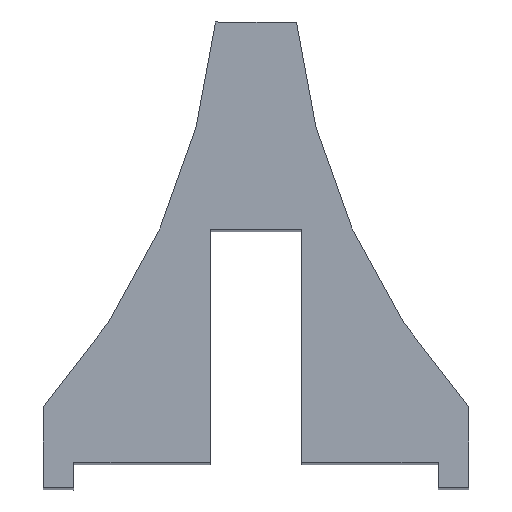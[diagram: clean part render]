
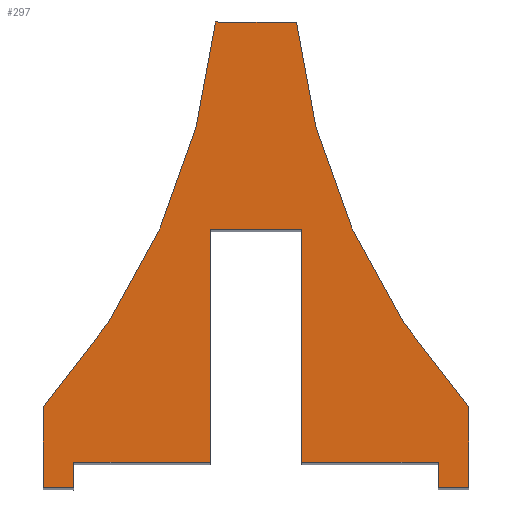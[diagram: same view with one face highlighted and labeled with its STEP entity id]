
A CAD part, top view. The second image highlights one B-rep face of the part: STEP entity #297.
In plain terms, the highlighted planar face has unit normal (0, 0, 1).
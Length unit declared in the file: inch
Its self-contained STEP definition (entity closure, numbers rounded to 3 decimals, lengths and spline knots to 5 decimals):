
#17=FACE_OUTER_BOUND('',#33,.T.);
#33=EDGE_LOOP('',(#199,#200,#201,#202,#203,#204,#205,#206,#207,#208,#209,
#210,#211,#212));
#49=CIRCLE('',#328,8.375);
#50=CIRCLE('',#329,8.375);
#53=LINE('',#431,#91);
#54=LINE('',#433,#92);
#55=LINE('',#435,#93);
#56=LINE('',#437,#94);
#57=LINE('',#439,#95);
#58=LINE('',#441,#96);
#59=LINE('',#443,#97);
#60=LINE('',#445,#98);
#61=LINE('',#447,#99);
#62=LINE('',#449,#100);
#63=LINE('',#451,#101);
#64=LINE('',#455,#102);
#91=VECTOR('',#351,0.3937);
#92=VECTOR('',#352,0.3937);
#93=VECTOR('',#353,0.3937);
#94=VECTOR('',#354,0.3937);
#95=VECTOR('',#355,0.3937);
#96=VECTOR('',#356,0.3937);
#97=VECTOR('',#357,0.3937);
#98=VECTOR('',#358,0.3937);
#99=VECTOR('',#359,0.3937);
#100=VECTOR('',#360,0.3937);
#101=VECTOR('',#361,0.3937);
#102=VECTOR('',#364,0.3937);
#129=VERTEX_POINT('',#429);
#130=VERTEX_POINT('',#430);
#131=VERTEX_POINT('',#432);
#132=VERTEX_POINT('',#434);
#133=VERTEX_POINT('',#436);
#134=VERTEX_POINT('',#438);
#135=VERTEX_POINT('',#440);
#136=VERTEX_POINT('',#442);
#137=VERTEX_POINT('',#444);
#138=VERTEX_POINT('',#446);
#139=VERTEX_POINT('',#448);
#140=VERTEX_POINT('',#450);
#141=VERTEX_POINT('',#452);
#142=VERTEX_POINT('',#454);
#157=EDGE_CURVE('',#129,#130,#53,.T.);
#158=EDGE_CURVE('',#131,#129,#54,.T.);
#159=EDGE_CURVE('',#132,#131,#55,.T.);
#160=EDGE_CURVE('',#133,#132,#56,.T.);
#161=EDGE_CURVE('',#134,#133,#57,.T.);
#162=EDGE_CURVE('',#135,#134,#58,.T.);
#163=EDGE_CURVE('',#136,#135,#59,.T.);
#164=EDGE_CURVE('',#137,#136,#60,.T.);
#165=EDGE_CURVE('',#138,#137,#61,.T.);
#166=EDGE_CURVE('',#139,#138,#62,.T.);
#167=EDGE_CURVE('',#140,#139,#63,.T.);
#168=EDGE_CURVE('',#141,#140,#49,.T.);
#169=EDGE_CURVE('',#142,#141,#64,.T.);
#170=EDGE_CURVE('',#130,#142,#50,.T.);
#199=ORIENTED_EDGE('',*,*,#157,.F.);
#200=ORIENTED_EDGE('',*,*,#158,.F.);
#201=ORIENTED_EDGE('',*,*,#159,.F.);
#202=ORIENTED_EDGE('',*,*,#160,.F.);
#203=ORIENTED_EDGE('',*,*,#161,.F.);
#204=ORIENTED_EDGE('',*,*,#162,.F.);
#205=ORIENTED_EDGE('',*,*,#163,.F.);
#206=ORIENTED_EDGE('',*,*,#164,.F.);
#207=ORIENTED_EDGE('',*,*,#165,.F.);
#208=ORIENTED_EDGE('',*,*,#166,.F.);
#209=ORIENTED_EDGE('',*,*,#167,.F.);
#210=ORIENTED_EDGE('',*,*,#168,.F.);
#211=ORIENTED_EDGE('',*,*,#169,.F.);
#212=ORIENTED_EDGE('',*,*,#170,.F.);
#283=PLANE('',#327);
#297=ADVANCED_FACE('',(#17),#283,.F.);
#327=AXIS2_PLACEMENT_3D('',#428,#349,#350);
#328=AXIS2_PLACEMENT_3D('',#453,#362,#363);
#329=AXIS2_PLACEMENT_3D('',#456,#365,#366);
#349=DIRECTION('center_axis',(0.,0.,-1.));
#350=DIRECTION('ref_axis',(-1.,0.,0.));
#351=DIRECTION('',(0.,1.,0.));
#352=DIRECTION('',(-1.,0.,0.));
#353=DIRECTION('',(0.,-1.,0.));
#354=DIRECTION('',(-1.,0.,0.));
#355=DIRECTION('',(0.,-1.,0.));
#356=DIRECTION('',(-1.,0.,0.));
#357=DIRECTION('',(0.,1.,0.));
#358=DIRECTION('',(-1.,0.,0.));
#359=DIRECTION('',(0.,1.,0.));
#360=DIRECTION('',(-1.,0.,0.));
#361=DIRECTION('',(0.,-1.,0.));
#362=DIRECTION('center_axis',(0.,0.,1.));
#363=DIRECTION('ref_axis',(-0.995,-0.105,0.));
#364=DIRECTION('',(1.,0.,0.));
#365=DIRECTION('center_axis',(0.,0.,1.));
#366=DIRECTION('ref_axis',(0.741,-0.672,0.));
#428=CARTESIAN_POINT('Origin',(60.125,0.3125,115.3125));
#429=CARTESIAN_POINT('',(15.5,0.,115.3125));
#430=CARTESIAN_POINT('',(15.5,1.,115.3125));
#431=CARTESIAN_POINT('',(15.5,0.65625,115.3125));
#432=CARTESIAN_POINT('',(15.875,0.,115.3125));
#433=CARTESIAN_POINT('',(4.5,0.,115.3125));
#434=CARTESIAN_POINT('',(15.875,0.3125,115.3125));
#435=CARTESIAN_POINT('',(15.875,0.15625,115.3125));
#436=CARTESIAN_POINT('',(17.5625,0.3125,115.3125));
#437=CARTESIAN_POINT('',(21.53125,0.3125,115.3125));
#438=CARTESIAN_POINT('',(17.5625,3.1875,115.3125));
#439=CARTESIAN_POINT('',(17.5625,0.3125,115.3125));
#440=CARTESIAN_POINT('',(18.6875,3.1875,115.3125));
#441=CARTESIAN_POINT('',(38.84375,3.1875,115.3125));
#442=CARTESIAN_POINT('',(18.6875,0.3125,115.3125));
#443=CARTESIAN_POINT('',(18.6875,1.75,115.3125));
#444=CARTESIAN_POINT('',(20.375,0.3125,115.3125));
#445=CARTESIAN_POINT('',(21.53125,0.3125,115.3125));
#446=CARTESIAN_POINT('',(20.375,0.,115.3125));
#447=CARTESIAN_POINT('',(20.375,0.15625,115.3125));
#448=CARTESIAN_POINT('',(20.75,0.,115.3125));
#449=CARTESIAN_POINT('',(4.5,0.,115.3125));
#450=CARTESIAN_POINT('',(20.75,1.,115.3125));
#451=CARTESIAN_POINT('',(20.75,0.15625,115.3125));
#452=CARTESIAN_POINT('',(18.625,5.75,115.3125));
#453=CARTESIAN_POINT('Origin',(26.95408,6.62584,115.3125));
#454=CARTESIAN_POINT('',(17.625,5.75,115.3125));
#455=CARTESIAN_POINT('',(21.5,5.75,115.3125));
#456=CARTESIAN_POINT('Origin',(9.29592,6.62584,115.3125));
